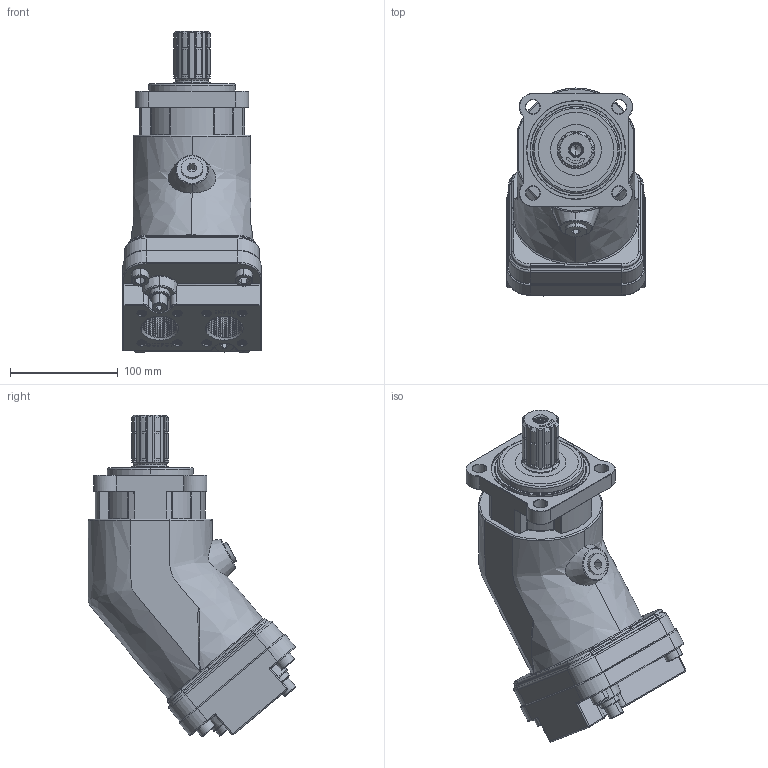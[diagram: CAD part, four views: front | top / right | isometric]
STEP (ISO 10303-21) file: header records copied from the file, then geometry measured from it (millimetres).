
FILE_DESCRIPTION (( 'STEP AP203' ), '1' );
FILE_NAME ('80-108STP.STEP', '2024-05-22T11:02:00', ( '' ), ( '' ), 'SwSTEP 2.0', 'SolidWorks 2022', '' );
FILE_SCHEMA (( 'CONFIG_CONTROL_DESIGN' ));
Products named in the file (1): 80-108STP
Bounding box: 128 x 192.45 x 297.99 mm (x, y, z)
Volume: 2736452.2 mm3; surface area: 168724.4 mm2
Topology: 1 solids, 1 shells, 1152 faces, 3036 edges, 1928 vertices
Faces by surface type: cylinder 511, plane 345, bspline 140, cone 91, torus 60, sphere 5
Entity records: 65794 total; most frequent: CARTESIAN_POINT 40216, ORIENTED_EDGE 6052, DIRECTION 4526, EDGE_CURVE 3026, VERTEX_POINT 1926, AXIS2_PLACEMENT_3D 1563, LINE 1400, VECTOR 1400
